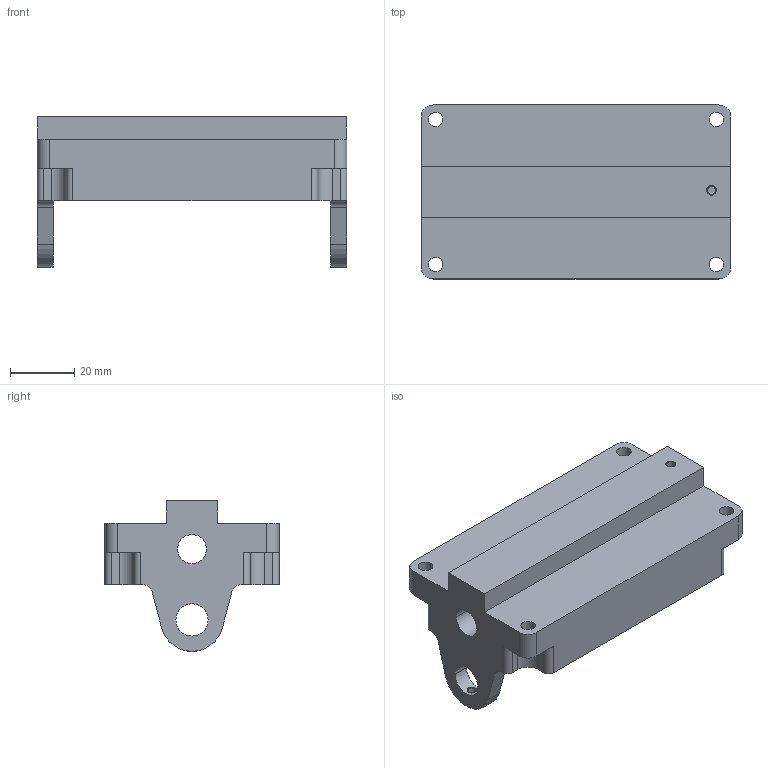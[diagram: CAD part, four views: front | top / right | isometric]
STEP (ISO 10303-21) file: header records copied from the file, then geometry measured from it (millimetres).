
FILE_DESCRIPTION((''),'2;1');
FILE_NAME('CHARIOT','2020-05-13T10:12:17',('Louis'),(''),'CREO PARAMETRIC BY PTC INC, 2019164','CREO PARAMETRIC BY PTC INC, 2019164','');
FILE_SCHEMA(('CONFIG_CONTROL_DESIGN'));
Length unit declared in the file: millimetre
Products named in the file (1): CHARIOT
Bounding box: 96.1 x 54 x 46.71 mm (x, y, z)
Volume: 98609.5 mm3; surface area: 24776 mm2
Topology: 1 solids, 6 shells, 142 faces, 364 edges, 242 vertices
Faces by surface type: cylinder 90, plane 48, cone 4
Entity records: 4614 total; most frequent: CARTESIAN_POINT 963, DIRECTION 798, ORIENTED_EDGE 698, EDGE_CURVE 360, AXIS2_PLACEMENT_3D 313, VERTEX_POINT 242, EDGE_LOOP 184, VECTOR 172
